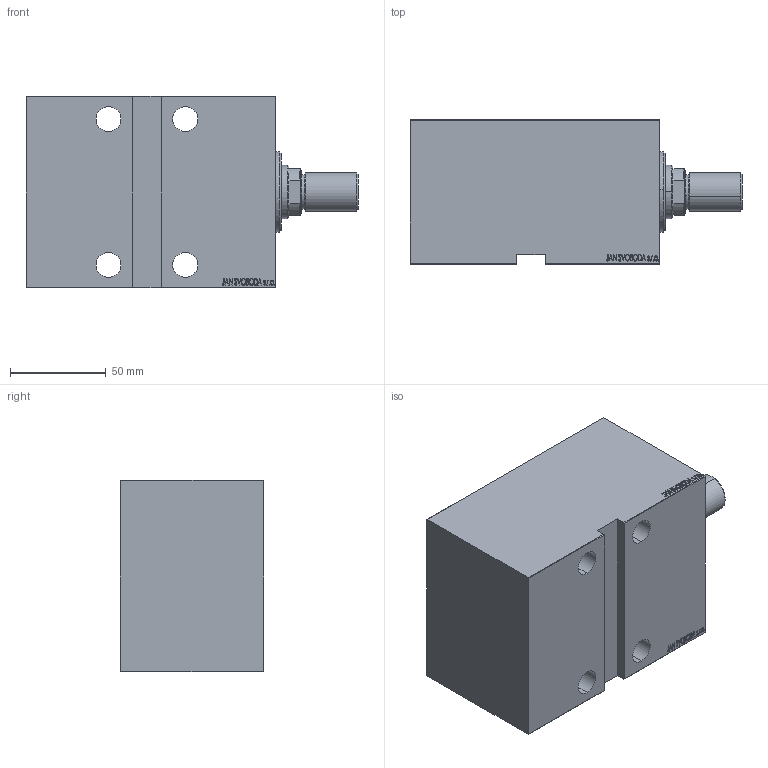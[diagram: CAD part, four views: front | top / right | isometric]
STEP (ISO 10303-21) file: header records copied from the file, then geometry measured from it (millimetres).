
FILE_DESCRIPTION (( 'STEP AP203' ), '1' );
FILE_NAME ('7a37.STEP', '2021-11-01T23:23:12', ( '' ), ( '' ), 'SwSTEP 2.0', 'SolidWorks 2019', '' );
FILE_SCHEMA (( 'CONFIG_CONTROL_DESIGN' ));
Length unit declared in the file: millimetre
Products named in the file (5): V450CM_MALE_METRIC df66b530ece4222464f20f8607362d51; V450CM_G df66b530ece4222464f20f8607362d51; V450CM_G_VCP df66b530ece4222464f20f8607362d51; V450CM_VC_G df66b530ece4222464f20f8607362d51; 7a37
Assembly tree (4 placements, depth 2):
  7a37
    V450CM_G df66b530ece4222464f20f8607362d51
    V450CM_G_VCP df66b530ece4222464f20f8607362d51
    V450CM_VC_G df66b530ece4222464f20f8607362d51
    V450CM_MALE_METRIC df66b530ece4222464f20f8607362d51
Bounding box: 173 x 75 x 100 mm (x, y, z)
Volume: 786224.3 mm3; surface area: 124325.1 mm2
Topology: 4 solids, 4 shells, 872 faces, 2228 edges, 1477 vertices
Faces by surface type: plane 416, bspline 380, cylinder 56, cone 18, torus 2
Entity records: 43627 total; most frequent: CARTESIAN_POINT 24442, ORIENTED_EDGE 4452, DIRECTION 2594, EDGE_CURVE 2226, VERTEX_POINT 1477, VECTOR 1320, LINE 1320, EDGE_LOOP 997
